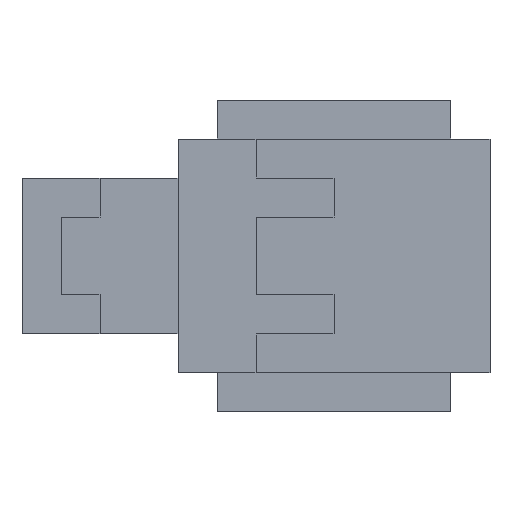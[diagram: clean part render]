
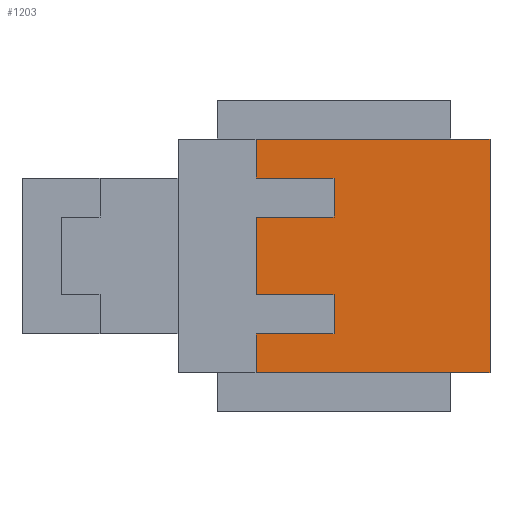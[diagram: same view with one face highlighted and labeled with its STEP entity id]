
A CAD part, front view. The second image highlights one B-rep face of the part: STEP entity #1203.
In plain terms, the highlighted planar face has unit normal (0, -1, 0).
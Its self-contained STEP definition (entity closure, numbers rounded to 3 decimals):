
#14=FACE_BOUND('',#146,.T.);
#15=FACE_BOUND('',#147,.T.);
#87=FACE_OUTER_BOUND('',#145,.T.);
#145=EDGE_LOOP('',(#994,#995,#996,#997));
#146=EDGE_LOOP('',(#998,#999,#1000,#1001));
#147=EDGE_LOOP('',(#1002,#1003,#1004,#1005));
#226=LINE('',#1708,#392);
#230=LINE('',#1717,#396);
#235=LINE('',#1725,#401);
#244=LINE('',#1743,#410);
#278=LINE('',#1811,#444);
#292=LINE('',#1840,#458);
#293=LINE('',#1842,#459);
#294=LINE('',#1843,#460);
#295=LINE('',#1846,#461);
#296=LINE('',#1848,#462);
#297=LINE('',#1850,#463);
#298=LINE('',#1851,#464);
#392=VECTOR('',#1398,10.);
#396=VECTOR('',#1404,10.);
#401=VECTOR('',#1411,10.);
#410=VECTOR('',#1426,10.);
#444=VECTOR('',#1486,10.);
#458=VECTOR('',#1510,10.);
#459=VECTOR('',#1511,10.);
#460=VECTOR('',#1512,10.);
#461=VECTOR('',#1513,10.);
#462=VECTOR('',#1514,10.);
#463=VECTOR('',#1515,10.);
#464=VECTOR('',#1516,10.);
#540=VERTEX_POINT('',#1705);
#541=VERTEX_POINT('',#1707);
#544=VERTEX_POINT('',#1714);
#545=VERTEX_POINT('',#1716);
#573=VERTEX_POINT('',#1808);
#574=VERTEX_POINT('',#1810);
#584=VERTEX_POINT('',#1839);
#585=VERTEX_POINT('',#1841);
#586=VERTEX_POINT('',#1844);
#587=VERTEX_POINT('',#1845);
#588=VERTEX_POINT('',#1847);
#589=VERTEX_POINT('',#1849);
#668=EDGE_CURVE('',#541,#540,#226,.T.);
#672=EDGE_CURVE('',#545,#544,#230,.T.);
#677=EDGE_CURVE('',#544,#541,#235,.T.);
#686=EDGE_CURVE('',#540,#545,#244,.T.);
#720=EDGE_CURVE('',#573,#574,#278,.T.);
#734=EDGE_CURVE('',#584,#573,#292,.T.);
#735=EDGE_CURVE('',#585,#584,#293,.T.);
#736=EDGE_CURVE('',#574,#585,#294,.T.);
#737=EDGE_CURVE('',#586,#587,#295,.T.);
#738=EDGE_CURVE('',#587,#588,#296,.T.);
#739=EDGE_CURVE('',#588,#589,#297,.T.);
#740=EDGE_CURVE('',#589,#586,#298,.T.);
#994=ORIENTED_EDGE('',*,*,#720,.F.);
#995=ORIENTED_EDGE('',*,*,#734,.F.);
#996=ORIENTED_EDGE('',*,*,#735,.F.);
#997=ORIENTED_EDGE('',*,*,#736,.F.);
#998=ORIENTED_EDGE('',*,*,#672,.T.);
#999=ORIENTED_EDGE('',*,*,#677,.T.);
#1000=ORIENTED_EDGE('',*,*,#668,.T.);
#1001=ORIENTED_EDGE('',*,*,#686,.T.);
#1002=ORIENTED_EDGE('',*,*,#737,.T.);
#1003=ORIENTED_EDGE('',*,*,#738,.T.);
#1004=ORIENTED_EDGE('',*,*,#739,.T.);
#1005=ORIENTED_EDGE('',*,*,#740,.T.);
#1145=PLANE('',#1275);
#1203=ADVANCED_FACE('',(#87,#14,#15),#1145,.F.);
#1275=AXIS2_PLACEMENT_3D('',#1838,#1508,#1509);
#1398=DIRECTION('',(0.,0.,1.));
#1404=DIRECTION('',(0.,0.,-1.));
#1411=DIRECTION('',(-1.,0.,0.));
#1426=DIRECTION('',(1.,0.,0.));
#1486=DIRECTION('',(0.,0.,1.));
#1508=DIRECTION('center_axis',(0.,1.,0.));
#1509=DIRECTION('ref_axis',(0.,0.,1.));
#1510=DIRECTION('',(-1.,0.,0.));
#1511=DIRECTION('',(0.,0.,-1.));
#1512=DIRECTION('',(1.,0.,0.));
#1513=DIRECTION('',(0.,0.,-1.));
#1514=DIRECTION('',(-1.,0.,0.));
#1515=DIRECTION('',(0.,0.,1.));
#1516=DIRECTION('',(1.,0.,0.));
#1705=CARTESIAN_POINT('',(-1.,5.,2.));
#1707=CARTESIAN_POINT('',(-1.,5.,1.));
#1708=CARTESIAN_POINT('',(-1.,5.,1.));
#1714=CARTESIAN_POINT('',(0.,5.,1.));
#1716=CARTESIAN_POINT('',(0.,5.,2.));
#1717=CARTESIAN_POINT('',(0.,5.,0.5));
#1725=CARTESIAN_POINT('',(-1.,5.,1.));
#1743=CARTESIAN_POINT('',(0.,5.,2.));
#1808=CARTESIAN_POINT('',(-4.,5.,-3.));
#1810=CARTESIAN_POINT('',(-4.,5.,3.));
#1811=CARTESIAN_POINT('',(-4.,5.,-3.));
#1838=CARTESIAN_POINT('Origin',(0.,5.,0.));
#1839=CARTESIAN_POINT('',(4.,5.,-3.));
#1840=CARTESIAN_POINT('',(4.,5.,-3.));
#1841=CARTESIAN_POINT('',(4.,5.,3.));
#1842=CARTESIAN_POINT('',(4.,5.,3.));
#1843=CARTESIAN_POINT('',(-4.,5.,3.));
#1844=CARTESIAN_POINT('',(0.,5.,-1.));
#1845=CARTESIAN_POINT('',(0.,5.,-2.));
#1846=CARTESIAN_POINT('',(0.,5.,-1.));
#1847=CARTESIAN_POINT('',(-1.,5.,-2.));
#1848=CARTESIAN_POINT('',(0.,5.,-2.));
#1849=CARTESIAN_POINT('',(-1.,5.,-1.));
#1850=CARTESIAN_POINT('',(-1.,5.,-2.));
#1851=CARTESIAN_POINT('',(-1.,5.,-1.));
